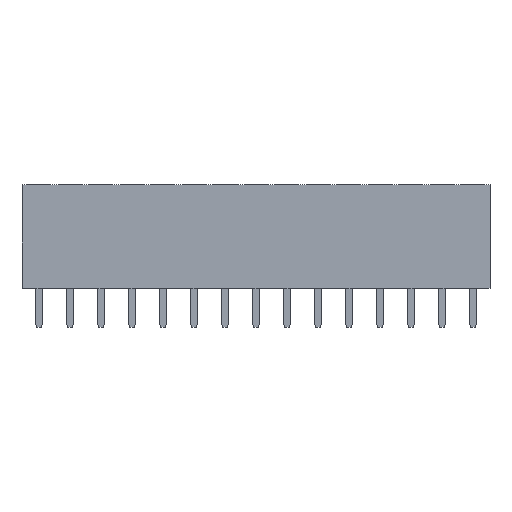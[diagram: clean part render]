
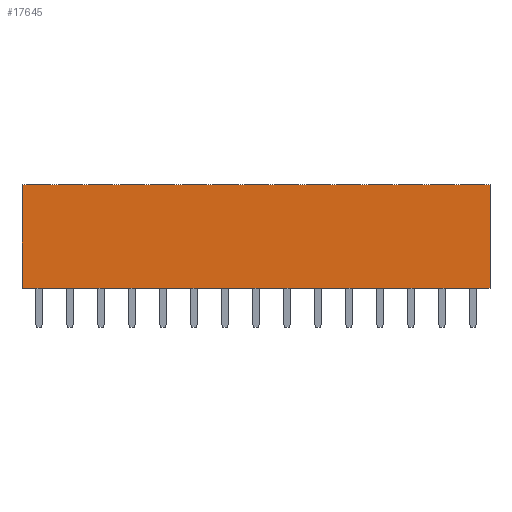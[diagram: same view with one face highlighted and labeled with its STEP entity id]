
A CAD part, top view. The second image highlights one B-rep face of the part: STEP entity #17645.
In plain terms, the highlighted planar face has unit normal (0, 0, 1).
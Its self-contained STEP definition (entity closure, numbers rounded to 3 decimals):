
#7376 = VERTEX_POINT('',#7377);
#7377 = CARTESIAN_POINT('',(19.175,0.,1.25));
#7383 = EDGE_CURVE('',#7384,#7376,#7386,.T.);
#7384 = VERTEX_POINT('',#7385);
#7385 = CARTESIAN_POINT('',(-19.175,0.,1.25));
#7386 = LINE('',#7387,#7388);
#7387 = CARTESIAN_POINT('',(-19.175,0.,1.25));
#7388 = VECTOR('',#7389,1.);
#7389 = DIRECTION('',(1.,0.,0.));
#17375 = VERTEX_POINT('',#17376);
#17376 = CARTESIAN_POINT('',(19.175,8.5,1.25));
#17393 = VERTEX_POINT('',#17394);
#17394 = CARTESIAN_POINT('',(-19.175,8.5,1.25));
#17400 = EDGE_CURVE('',#17393,#17375,#17401,.T.);
#17401 = LINE('',#17402,#17403);
#17402 = CARTESIAN_POINT('',(-19.175,8.5,1.25));
#17403 = VECTOR('',#17404,1.);
#17404 = DIRECTION('',(1.,0.,0.));
#17645 = ADVANCED_FACE('',(#17646),#17662,.T.);
#17646 = FACE_BOUND('',#17647,.T.);
#17647 = EDGE_LOOP('',(#17648,#17654,#17655,#17661));
#17648 = ORIENTED_EDGE('',*,*,#17649,.T.);
#17649 = EDGE_CURVE('',#7376,#17375,#17650,.T.);
#17650 = LINE('',#17651,#17652);
#17651 = CARTESIAN_POINT('',(19.175,0.,1.25));
#17652 = VECTOR('',#17653,1.);
#17653 = DIRECTION('',(0.,1.,0.));
#17654 = ORIENTED_EDGE('',*,*,#17400,.F.);
#17655 = ORIENTED_EDGE('',*,*,#17656,.F.);
#17656 = EDGE_CURVE('',#7384,#17393,#17657,.T.);
#17657 = LINE('',#17658,#17659);
#17658 = CARTESIAN_POINT('',(-19.175,0.,1.25));
#17659 = VECTOR('',#17660,1.);
#17660 = DIRECTION('',(0.,1.,0.));
#17661 = ORIENTED_EDGE('',*,*,#7383,.T.);
#17662 = PLANE('',#17663);
#17663 = AXIS2_PLACEMENT_3D('',#17664,#17665,#17666);
#17664 = CARTESIAN_POINT('',(-19.175,4.25,1.25));
#17665 = DIRECTION('',(0.,0.,1.));
#17666 = DIRECTION('',(0.,-1.,0.));
